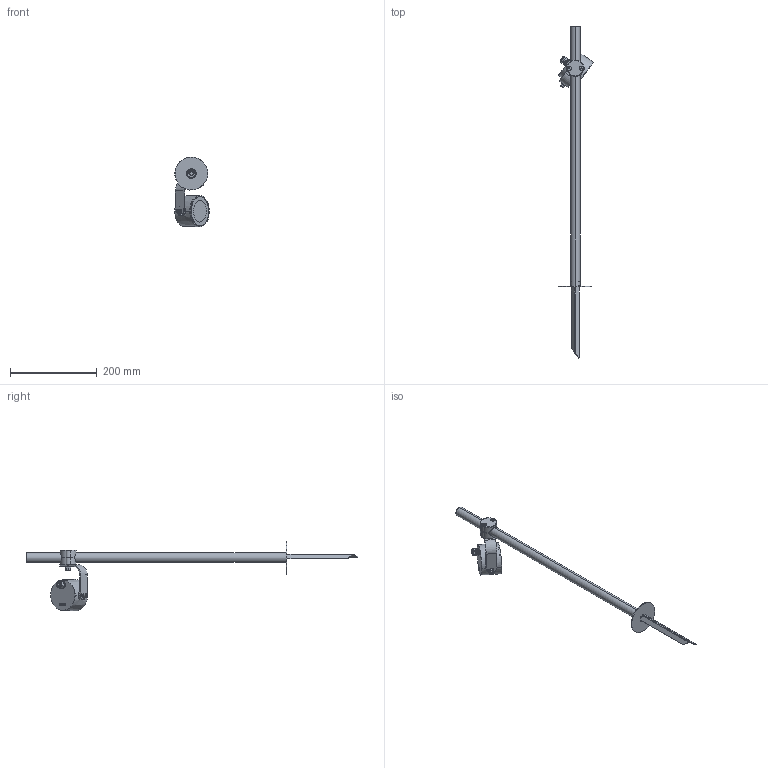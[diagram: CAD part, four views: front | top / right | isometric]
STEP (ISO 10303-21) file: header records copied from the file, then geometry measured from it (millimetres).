
FILE_DESCRIPTION (( 'STEP AP203' ), '1' );
FILE_NAME ('MOSS_PORTABLE_SPIK.STEP', '2024-02-06T09:14:19', ( '' ), ( '' ), 'SwSTEP 2.0', 'SolidWorks 2022', '' );
FILE_SCHEMA (( 'CONFIG_CONTROL_DESIGN' ));
Length unit declared in the file: millimetre
Products named in the file (29): plain washer grade a_din_Washer DIN 125 - A 6.4; POD SPR Z 6,1_rs_PreviewCfg; Cybant z wkładkami gwintowymi; DŁAWICA M12x1.5 MET_Komp_rs; M179_Wspornik_kg_Wspornik z regulacją kąta; M179C_Korpus odl_kg_M179D obr w1_kg; Rurka fi22x1,5x1150_Rurka fi22x2x597 bez gwintu; M179_Stopa ziemna_kg_Grot stopy 165 spawanie; M179_Kątownik stopy_kg_Kątownik zgięty stępiony 165; NAKR KOŁP M6 DIN917_kg; MOSS_PORTABLE_SPIK; Kołek osadczy M6x15 A2; M179C_Kpl_kg_M218; Cybant COMO_COM-209-1-02_Obróbka; DŁAWICA M12x1.5 MET_Uszczelka_rs; M179C_Korpus kpl_kg_Korpus z blokadą M179D; DŁAWICA M12x1.5 MET_Korpus_rs; M179_Krążek stopy_kg_krążek fi76; DŁAWICA M12x1.5 MET_Oring_rs; Wkład drutowy M5; M179C_Stopa ziemna akcesorium_kg; SZPILKA M10x_rs_M10x23_w1; Cybant COMO_COM-209-1-02; DŁAWICA M12x1.5 MET_Nakrętka_rs; Korek OSLO; Tulejka; WKR STOZ IMB M5x_rs_x35; GNIAZ_M6x_M6x10; M179C_Szybka_kg
Assembly tree (29 placements, depth 5):
  MOSS_PORTABLE_SPIK
    Rurka fi22x1,5x1150_Rurka fi22x2x597 bez gwintu
    Tulejka
    Cybant COMO_COM-209-1-02
    Cybant z wkładkami gwintowymi
      Wkład drutowy M5  x2
      Cybant COMO_COM-209-1-02_Obróbka
      Kołek osadczy M6x15 A2
    Korek OSLO
    WKR STOZ IMB M5x_rs_x35  x2
    NAKR KOŁP M6 DIN917_kg
    plain washer grade a_din_Washer DIN 125 - A 6.4
    M179C_Kpl_kg_M218
      M179C_Korpus kpl_kg_Korpus z blokadą M179D
        M179C_Korpus odl_kg_M179D obr w1_kg
        DŁAWICA M12x1.5 MET_Komp_rs
          DŁAWICA M12x1.5 MET_Korpus_rs
          DŁAWICA M12x1.5 MET_Uszczelka_rs
          DŁAWICA M12x1.5 MET_Oring_rs
          DŁAWICA M12x1.5 MET_Nakrętka_rs
        M179C_Szybka_kg
      M179_Wspornik_kg_Wspornik z regulacją kąta
      GNIAZ_M6x_M6x10
      POD SPR Z 6,1_rs_PreviewCfg
    M179C_Stopa ziemna akcesorium_kg
      M179_Stopa ziemna_kg_Grot stopy 165 spawanie
        M179_Kątownik stopy_kg_Kątownik zgięty stępiony 165
      M179_Krążek stopy_kg_krążek fi76
  SZPILKA M10x_rs_M10x23_w1
Bounding box: 79.63 x 764.11 x 160.69 mm (x, y, z)
Volume: 207425.9 mm3; surface area: 156918.9 mm2
Topology: 22 solids, 24 shells, 1003 faces, 2523 edges, 1609 vertices
Faces by surface type: plane 556, cylinder 144, bspline 140, cone 88, torus 64, sphere 11
Entity records: 41345 total; most frequent: CARTESIAN_POINT 15482, ORIENTED_EDGE 4878, DIRECTION 4357, EDGE_CURVE 2443, LINE 1577, VECTOR 1577, VERTEX_POINT 1573, AXIS2_PLACEMENT_3D 1390
